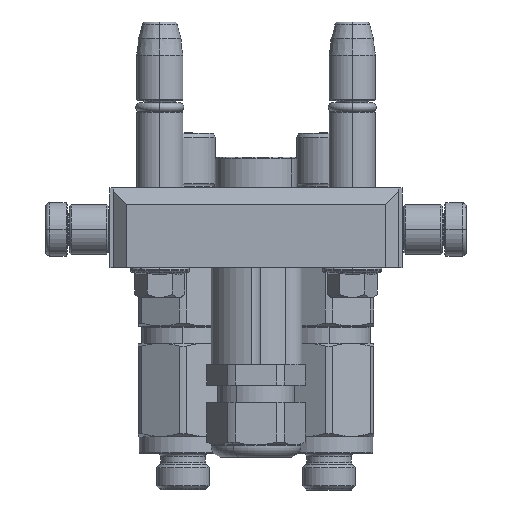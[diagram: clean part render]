
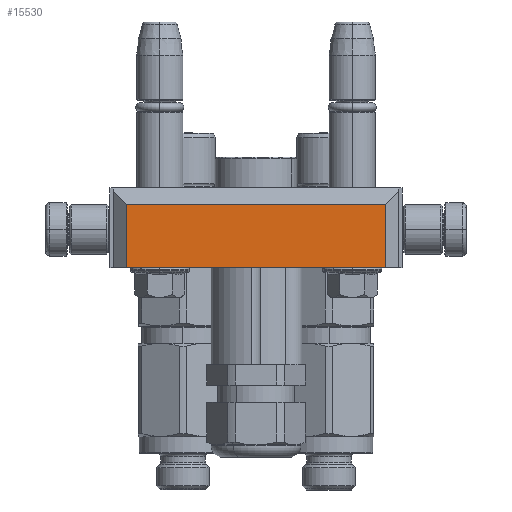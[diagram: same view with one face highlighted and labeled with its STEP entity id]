
A CAD part, left-side view. The second image highlights one B-rep face of the part: STEP entity #15530.
In plain terms, the highlighted face is planar.
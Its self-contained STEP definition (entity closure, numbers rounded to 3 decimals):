
#3174 = VECTOR ( 'NONE', #35289, 1000. ) ;
#5303 = DIRECTION ( 'NONE',  ( -1., 0., 0. ) ) ;
#5660 = ORIENTED_EDGE ( 'NONE', *, *, #22314, .T. ) ;
#6483 = EDGE_CURVE ( 'NONE', #16999, #7819, #37411, .T. ) ;
#6592 = DIRECTION ( 'NONE',  ( 0., 0., -1. ) ) ;
#7385 = EDGE_CURVE ( 'NONE', #14976, #16999, #54622, .T. ) ;
#7819 = VERTEX_POINT ( 'NONE', #32313 ) ;
#8258 = CARTESIAN_POINT ( 'NONE',  ( 44., 42.75, 0. ) ) ;
#8390 = CARTESIAN_POINT ( 'NONE',  ( -39., 42.75, 24. ) ) ;
#13107 = DIRECTION ( 'NONE',  ( 0., 1., 0. ) ) ;
#14805 = VECTOR ( 'NONE', #5303, 1000. ) ;
#14976 = VERTEX_POINT ( 'NONE', #15623 ) ;
#15530 = ADVANCED_FACE ( 'NONE', ( #19069 ), #17245, .T. ) ;
#15623 = CARTESIAN_POINT ( 'NONE',  ( -39., 42.75, 24. ) ) ;
#16999 = VERTEX_POINT ( 'NONE', #37936 ) ;
#17245 = PLANE ( 'NONE',  #38465 ) ;
#19069 = FACE_OUTER_BOUND ( 'NONE', #52851, .T. ) ;
#21498 = LINE ( 'NONE', #30988, #14805 ) ;
#21548 = ORIENTED_EDGE ( 'NONE', *, *, #6483, .F. ) ;
#22314 = EDGE_CURVE ( 'NONE', #42520, #7819, #38426, .T. ) ;
#29749 = ORIENTED_EDGE ( 'NONE', *, *, #7385, .F. ) ;
#29975 = DIRECTION ( 'NONE',  ( -1., 0., 0. ) ) ;
#30976 = CARTESIAN_POINT ( 'NONE',  ( -39., 42.75, 5. ) ) ;
#30988 = CARTESIAN_POINT ( 'NONE',  ( 39., 42.75, 24. ) ) ;
#32313 = CARTESIAN_POINT ( 'NONE',  ( 39., 42.75, 5. ) ) ;
#33610 = ORIENTED_EDGE ( 'NONE', *, *, #41592, .F. ) ;
#35289 = DIRECTION ( 'NONE',  ( 1., 0., 0. ) ) ;
#37411 = LINE ( 'NONE', #30976, #3174 ) ;
#37936 = CARTESIAN_POINT ( 'NONE',  ( -39., 42.75, 5. ) ) ;
#38406 = DIRECTION ( 'NONE',  ( 0., 0., -1. ) ) ;
#38426 = LINE ( 'NONE', #39832, #45787 ) ;
#38465 = AXIS2_PLACEMENT_3D ( 'NONE', #8258, #13107, #29975 ) ;
#39832 = CARTESIAN_POINT ( 'NONE',  ( 39., 42.75, 24. ) ) ;
#41592 = EDGE_CURVE ( 'NONE', #42520, #14976, #21498, .T. ) ;
#42520 = VERTEX_POINT ( 'NONE', #46602 ) ;
#43238 = VECTOR ( 'NONE', #38406, 1000. ) ;
#45787 = VECTOR ( 'NONE', #6592, 1000. ) ;
#46602 = CARTESIAN_POINT ( 'NONE',  ( 39., 42.75, 24. ) ) ;
#52851 = EDGE_LOOP ( 'NONE', ( #33610, #5660, #21548, #29749 ) ) ;
#54622 = LINE ( 'NONE', #8390, #43238 ) ;
